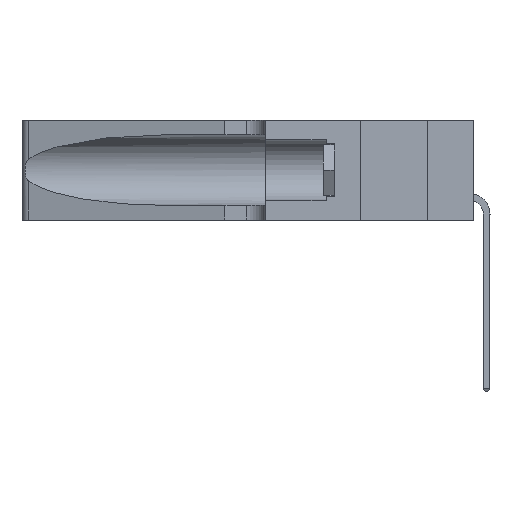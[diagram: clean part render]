
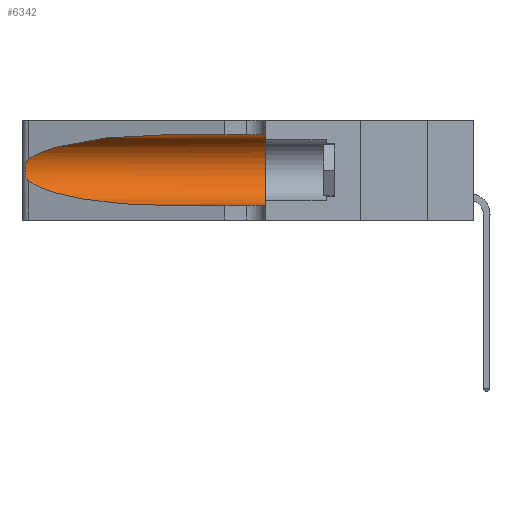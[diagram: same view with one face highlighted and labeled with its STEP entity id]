
A CAD part, left-side view. The second image highlights one B-rep face of the part: STEP entity #6342.
In plain terms, the highlighted cylindrical face has radius 3.308 mm (diameter 6.617 mm), a partial arc.
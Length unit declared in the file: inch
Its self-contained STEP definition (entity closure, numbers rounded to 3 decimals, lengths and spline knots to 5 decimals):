
#250 = CARTESIAN_POINT ( 'NONE',  ( 0.25487, 1.22718, 0.22369 ) ) ;
#420 = CARTESIAN_POINT ( 'NONE',  ( 0.25854, 1.2359, 0.20912 ) ) ;
#995 = LINE ( 'NONE', #27928, #2488 ) ;
#1193 = CARTESIAN_POINT ( 'NONE',  ( 0.1305, 0.35, 0.185 ) ) ;
#1527 = B_SPLINE_CURVE_WITH_KNOTS ( 'NONE', 3,
 ( #5158, #21575, #2890, #11818, #420, #2592, #9557, #28408, #14265, #18940, #28305, #7398, #16813, #26553 ),
 .UNSPECIFIED., .F., .F.,
 ( 4, 2, 2, 2, 2, 2, 4 ),
 ( 0., 0.00027, 0.00053, 0.00107, 0.0016, 0.00187, 0.00214 ),
 .UNSPECIFIED. ) ;
#1555 = ORIENTED_EDGE ( 'NONE', *, *, #16407, .T. ) ;
#2488 = VECTOR ( 'NONE', #25669, 39.37008 ) ;
#2592 = CARTESIAN_POINT ( 'NONE',  ( 0.26018, 1.23835, 0.19895 ) ) ;
#2695 = VERTEX_POINT ( 'NONE', #250 ) ;
#2890 = CARTESIAN_POINT ( 'NONE',  ( 0.25639, 1.23184, 0.21858 ) ) ;
#3340 = EDGE_CURVE ( 'NONE', #27958, #22419, #12334, .T. ) ;
#5158 = CARTESIAN_POINT ( 'NONE',  ( 0.25487, 1.22718, 0.22369 ) ) ;
#5613 = DIRECTION ( 'NONE',  ( 0., 0., 1. ) ) ;
#5801 = CYLINDRICAL_SURFACE ( 'NONE', #21435, 0.13025 ) ;
#6059 = VERTEX_POINT ( 'NONE', #25538 ) ;
#6342 = ADVANCED_FACE ( 'NONE', ( #9822 ), #5801, .F. ) ;
#6419 = CARTESIAN_POINT ( 'NONE',  ( 0.18966, 0.96281, 0.31525 ) ) ;
#6522 = CARTESIAN_POINT ( 'NONE',  ( 0.1305, 0.72297, 0.31525 ) ) ;
#6974 = VECTOR ( 'NONE', #18082, 39.37008 ) ;
#7320 = LINE ( 'NONE', #11038, #6974 ) ;
#7398 = CARTESIAN_POINT ( 'NONE',  ( 0.25639, 1.23186, 0.15144 ) ) ;
#7901 = AXIS2_PLACEMENT_3D ( 'NONE', #1193, #12575, #5613 ) ;
#9102 = CARTESIAN_POINT ( 'NONE',  ( 0.25487, 1.22718, 0.14631 ) ) ;
#9207 = CARTESIAN_POINT ( 'NONE',  ( 0.2373, 1.15595, 0.08982 ) ) ;
#9557 = CARTESIAN_POINT ( 'NONE',  ( 0.26075, 1.23896, 0.19203 ) ) ;
#9636 =( BOUNDED_CURVE ( )  B_SPLINE_CURVE ( 3, ( #6522, #6419, #17886, #27445 ),
 .UNSPECIFIED., .F., .F. ) 
 B_SPLINE_CURVE_WITH_KNOTS ( ( 4, 4 ),
 ( 1.5708, 2.84003 ),
 .UNSPECIFIED. ) 
 CURVE ( )  GEOMETRIC_REPRESENTATION_ITEM ( )  RATIONAL_B_SPLINE_CURVE ( ( 1., 0.87, 0.87, 1. ) ) 
 REPRESENTATION_ITEM ( '' )  );
#9822 = FACE_OUTER_BOUND ( 'NONE', #27983, .T. ) ;
#11038 = CARTESIAN_POINT ( 'NONE',  ( 0.1305, 1.61858, 0.05475 ) ) ;
#11818 = CARTESIAN_POINT ( 'NONE',  ( 0.25787, 1.23484, 0.2124 ) ) ;
#12334 = CIRCLE ( 'NONE', #7901, 0.13025 ) ;
#12489 = ORIENTED_EDGE ( 'NONE', *, *, #19174, .T. ) ;
#12575 = DIRECTION ( 'NONE',  ( 0., 1., 0. ) ) ;
#13321 = CARTESIAN_POINT ( 'NONE',  ( 0.1305, 0.72297, 0.31525 ) ) ;
#14093 = ORIENTED_EDGE ( 'NONE', *, *, #21712, .T. ) ;
#14265 = CARTESIAN_POINT ( 'NONE',  ( 0.26017, 1.23833, 0.17102 ) ) ;
#14399 = CARTESIAN_POINT ( 'NONE',  ( 0.1305, 0.35, 0.31525 ) ) ;
#14659 = DIRECTION ( 'NONE',  ( 0., 0., -1. ) ) ;
#15391 = ORIENTED_EDGE ( 'NONE', *, *, #17743, .F. ) ;
#15607 =( BOUNDED_CURVE ( )  B_SPLINE_CURVE ( 3, ( #9102, #9207, #25502, #23279 ),
 .UNSPECIFIED., .F., .T. ) 
 B_SPLINE_CURVE_WITH_KNOTS ( ( 4, 4 ),
 ( 3.44316, 4.71239 ),
 .UNSPECIFIED. ) 
 CURVE ( )  GEOMETRIC_REPRESENTATION_ITEM ( )  RATIONAL_B_SPLINE_CURVE ( ( 1., 0.87, 0.87, 1. ) ) 
 REPRESENTATION_ITEM ( '' )  );
#16407 = EDGE_CURVE ( 'NONE', #30029, #22419, #7320, .T. ) ;
#16741 = CARTESIAN_POINT ( 'NONE',  ( 0.1305, 0.35, 0.05475 ) ) ;
#16813 = CARTESIAN_POINT ( 'NONE',  ( 0.25555, 1.22993, 0.14849 ) ) ;
#17098 = CARTESIAN_POINT ( 'NONE',  ( 0.1305, 1.61858, 0.185 ) ) ;
#17720 = VERTEX_POINT ( 'NONE', #13321 ) ;
#17743 = EDGE_CURVE ( 'NONE', #17720, #27958, #995, .T. ) ;
#17886 = CARTESIAN_POINT ( 'NONE',  ( 0.2373, 1.15595, 0.28018 ) ) ;
#18082 = DIRECTION ( 'NONE',  ( 0., -1., 0. ) ) ;
#18940 = CARTESIAN_POINT ( 'NONE',  ( 0.25856, 1.23593, 0.16098 ) ) ;
#19174 = EDGE_CURVE ( 'NONE', #2695, #6059, #1527, .T. ) ;
#21435 = AXIS2_PLACEMENT_3D ( 'NONE', #17098, #26540, #14659 ) ;
#21575 = CARTESIAN_POINT ( 'NONE',  ( 0.25555, 1.22994, 0.2215 ) ) ;
#21712 = EDGE_CURVE ( 'NONE', #6059, #30029, #15607, .T. ) ;
#22419 = VERTEX_POINT ( 'NONE', #16741 ) ;
#23279 = CARTESIAN_POINT ( 'NONE',  ( 0.1305, 0.72297, 0.05475 ) ) ;
#24469 = ORIENTED_EDGE ( 'NONE', *, *, #3340, .F. ) ;
#25502 = CARTESIAN_POINT ( 'NONE',  ( 0.18966, 0.96281, 0.05475 ) ) ;
#25538 = CARTESIAN_POINT ( 'NONE',  ( 0.25487, 1.22718, 0.14631 ) ) ;
#25578 = ORIENTED_EDGE ( 'NONE', *, *, #25741, .T. ) ;
#25669 = DIRECTION ( 'NONE',  ( 0., -1., 0. ) ) ;
#25741 = EDGE_CURVE ( 'NONE', #17720, #2695, #9636, .T. ) ;
#26540 = DIRECTION ( 'NONE',  ( 0., -1., 0. ) ) ;
#26553 = CARTESIAN_POINT ( 'NONE',  ( 0.25487, 1.22718, 0.14631 ) ) ;
#27445 = CARTESIAN_POINT ( 'NONE',  ( 0.25487, 1.22718, 0.22369 ) ) ;
#27928 = CARTESIAN_POINT ( 'NONE',  ( 0.1305, 1.61858, 0.31525 ) ) ;
#27958 = VERTEX_POINT ( 'NONE', #14399 ) ;
#27983 = EDGE_LOOP ( 'NONE', ( #25578, #12489, #14093, #1555, #24469, #15391 ) ) ;
#28305 = CARTESIAN_POINT ( 'NONE',  ( 0.25789, 1.23486, 0.15765 ) ) ;
#28408 = CARTESIAN_POINT ( 'NONE',  ( 0.26075, 1.23896, 0.178 ) ) ;
#29429 = CARTESIAN_POINT ( 'NONE',  ( 0.1305, 0.72297, 0.05475 ) ) ;
#30029 = VERTEX_POINT ( 'NONE', #29429 ) ;
